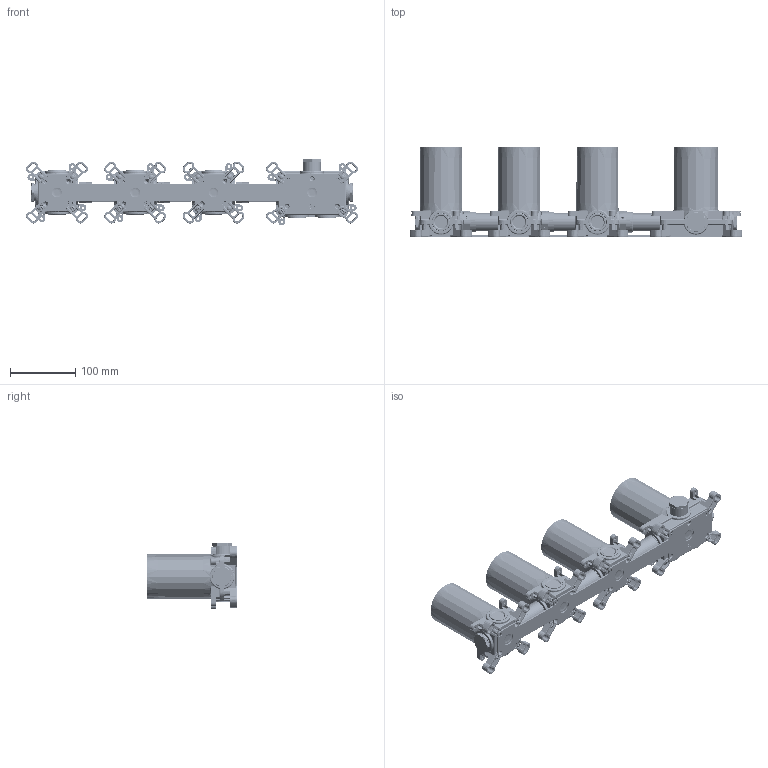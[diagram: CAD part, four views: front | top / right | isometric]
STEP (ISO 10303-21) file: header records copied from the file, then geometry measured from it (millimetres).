
FILE_DESCRIPTION(('CATIA V5 STEP Exchange','CAx-IF Rec.Pracs.--- Model Styling and Organization---1.5--- 2016-08-15','CAx-IF Rec.Pracs.---Supplemental Geometry---1.0---2011-11-01','CAx-IF Rec.Pracs.--- Composite Materials ---3.4---2017-06-13','CAx-IF Rec.Pracs.---Tessellated 3D Geometry---1.0---2015-12-17'),'2;1');
FILE_NAME('ZB0G643R0.stp','2024-06-10T12:59:26+00:00',('none'),('none'),'CATIA Version 5-6 Release 2020 SP2','CATIA V5 STEP AP242 v2','none');
FILE_SCHEMA(('AP242_MANAGED_MODEL_BASED_3D_ENGINEERING_MIM_LF {1 0 10303 442 1 1 4}'));
Products named in the file (1): 3UO
Bounding box: 509.47 x 137.54 x 102.57 mm (x, y, z)
Volume: 404526.1 mm3; surface area: 453019.7 mm2
Topology: 26 solids, 575 shells, 11722 faces, 32100 edges, 20302 vertices
Faces by surface type: cylinder 3578, bspline 3500, plane 2538, torus 864, cone 768, sphere 474
Entity records: 536949 total; most frequent: CARTESIAN_POINT 307023, ORIENTED_EDGE 61158, EDGE_CURVE 31289, DIRECTION 22543, VERTEX_POINT 20302, B_SPLINE_CURVE_WITH_KNOTS 16704, EDGE_LOOP 12022, ADVANCED_FACE 11722
